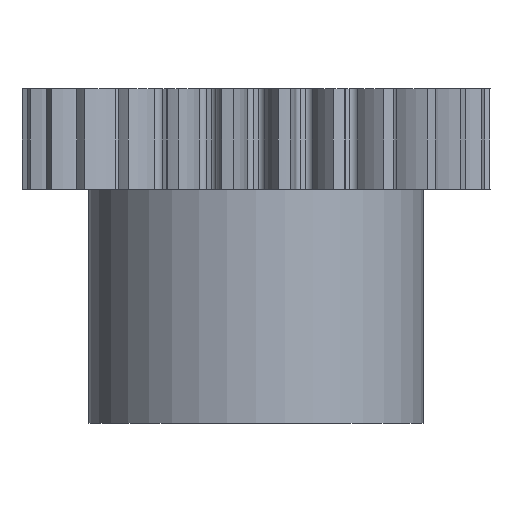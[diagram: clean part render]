
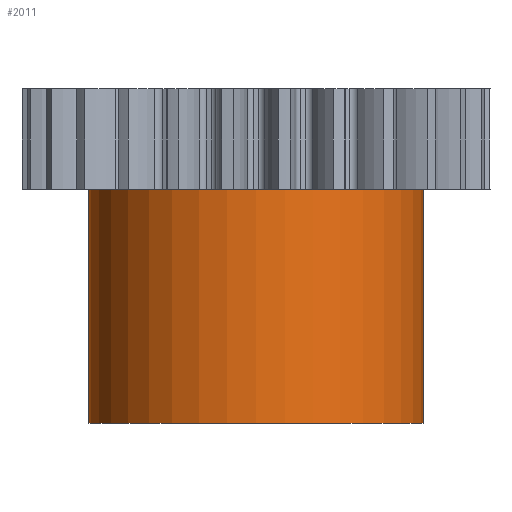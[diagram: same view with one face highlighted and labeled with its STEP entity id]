
A CAD part, front view. The second image highlights one B-rep face of the part: STEP entity #2011.
In plain terms, the highlighted cylindrical face has radius 5 mm (diameter 10 mm), a partial arc.
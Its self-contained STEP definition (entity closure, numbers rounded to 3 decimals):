
#588 = VERTEX_POINT ( 'NONE', #3509 ) ;
#593 = VERTEX_POINT ( 'NONE', #3455 ) ;
#594 = VERTEX_POINT ( 'NONE', #3490 ) ;
#609 = VERTEX_POINT ( 'NONE', #3428 ) ;
#612 = EDGE_CURVE ( 'NONE', #588, #593, #3542, .T. ) ;
#618 = EDGE_CURVE ( 'NONE', #594, #609, #3427, .T. ) ;
#1552 = EDGE_CURVE ( 'NONE', #593, #609, #5093, .T. ) ;
#2011 = ADVANCED_FACE ( 'NONE', ( #5792 ), #5798, .T. ) ;
#2012 = EDGE_CURVE ( 'NONE', #588, #594, #5747, .T. ) ;
#2014 = ORIENTED_EDGE ( 'NONE', *, *, #618, .T. ) ;
#2016 = ORIENTED_EDGE ( 'NONE', *, *, #1552, .F. ) ;
#2096 = EDGE_LOOP ( 'NONE', ( #2101, #2103, #2014, #2016 ) ) ;
#2101 = ORIENTED_EDGE ( 'NONE', *, *, #612, .F. ) ;
#2103 = ORIENTED_EDGE ( 'NONE', *, *, #2012, .T. ) ;
#3426 = CARTESIAN_POINT ( 'NONE',  ( 5., 0., -7. ) ) ;
#3427 = LINE ( 'NONE', #3426, #3530 ) ;
#3428 = CARTESIAN_POINT ( 'NONE',  ( 5., 0., 0. ) ) ;
#3455 = CARTESIAN_POINT ( 'NONE',  ( -5., 0., 0. ) ) ;
#3490 = CARTESIAN_POINT ( 'NONE',  ( 5., 0., -7. ) ) ;
#3509 = CARTESIAN_POINT ( 'NONE',  ( -5., 0., -7. ) ) ;
#3524 = DIRECTION ( 'NONE',  ( 0., 0., 1. ) ) ;
#3530 = VECTOR ( 'NONE', #3524, 1000. ) ;
#3539 = DIRECTION ( 'NONE',  ( 0., 0., 1. ) ) ;
#3540 = VECTOR ( 'NONE', #3539, 1000. ) ;
#3541 = CARTESIAN_POINT ( 'NONE',  ( -5., 0., -7. ) ) ;
#3542 = LINE ( 'NONE', #3541, #3540 ) ;
#5093 = CIRCLE ( 'NONE', #5180, 5. ) ;
#5125 = CARTESIAN_POINT ( 'NONE',  ( 0., 0., 0. ) ) ;
#5178 = DIRECTION ( 'NONE',  ( 1., 0., 0. ) ) ;
#5179 = DIRECTION ( 'NONE',  ( 0., 0., 1. ) ) ;
#5180 = AXIS2_PLACEMENT_3D ( 'NONE', #5125, #5179, #5178 ) ;
#5747 = CIRCLE ( 'NONE', #5827, 5. ) ;
#5771 = AXIS2_PLACEMENT_3D ( 'NONE', #5791, #5832, #5831 ) ;
#5791 = CARTESIAN_POINT ( 'NONE',  ( 0., 0., -7. ) ) ;
#5792 = FACE_OUTER_BOUND ( 'NONE', #2096, .T. ) ;
#5798 = CYLINDRICAL_SURFACE ( 'NONE', #5771, 5. ) ;
#5824 = DIRECTION ( 'NONE',  ( 1., 0., 0. ) ) ;
#5825 = DIRECTION ( 'NONE',  ( 0., 0., 1. ) ) ;
#5826 = CARTESIAN_POINT ( 'NONE',  ( 0., 0., -7. ) ) ;
#5827 = AXIS2_PLACEMENT_3D ( 'NONE', #5826, #5825, #5824 ) ;
#5831 = DIRECTION ( 'NONE',  ( 1., 0., 0. ) ) ;
#5832 = DIRECTION ( 'NONE',  ( 0., 0., 1. ) ) ;
